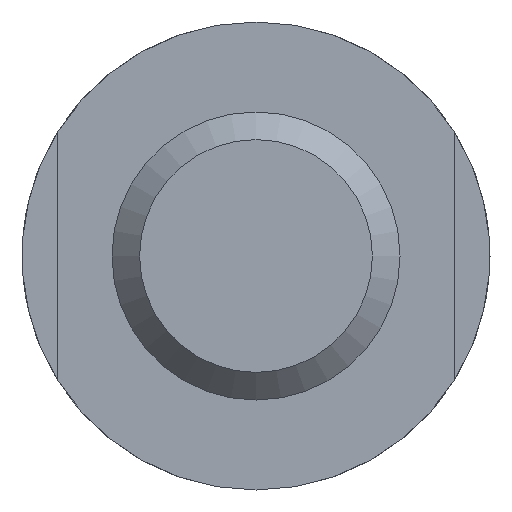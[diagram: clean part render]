
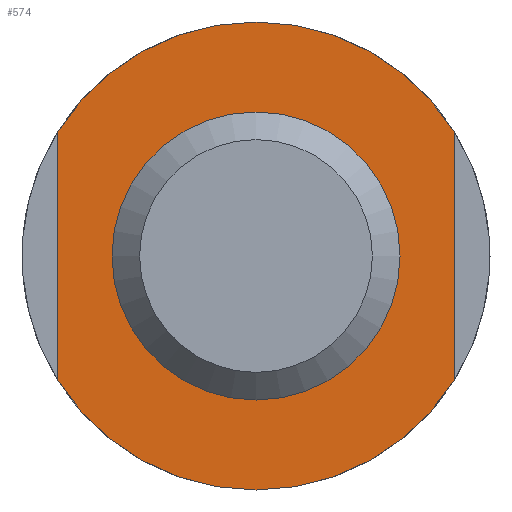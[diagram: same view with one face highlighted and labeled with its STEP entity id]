
A CAD part, front view. The second image highlights one B-rep face of the part: STEP entity #574.
In plain terms, the highlighted planar face has unit normal (0, -1, 0).
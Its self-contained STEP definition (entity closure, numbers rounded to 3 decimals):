
#574 = ADVANCED_FACE( '', ( #1251, #1252 ), #1253, .F. );
#1251 = FACE_BOUND( '', #2029, .T. );
#1252 = FACE_OUTER_BOUND( '', #2030, .T. );
#1253 = PLANE( '', #2031 );
#2029 = EDGE_LOOP( '', ( #3480 ) );
#2030 = EDGE_LOOP( '', ( #3481, #3482, #3483, #3484 ) );
#2031 = AXIS2_PLACEMENT_3D( '', #3485, #3486, #3487 );
#3480 = ORIENTED_EDGE( '', *, *, #4246, .F. );
#3481 = ORIENTED_EDGE( '', *, *, #4749, .F. );
#3482 = ORIENTED_EDGE( '', *, *, #4750, .T. );
#3483 = ORIENTED_EDGE( '', *, *, #4442, .F. );
#3484 = ORIENTED_EDGE( '', *, *, #4751, .T. );
#3485 = CARTESIAN_POINT( '', ( 6.5, 8., 0. ) );
#3486 = DIRECTION( '', ( 0., 1., 0. ) );
#3487 = DIRECTION( '', ( 0., 0., 1. ) );
#4246 = EDGE_CURVE( '', #4942, #4942, #4943, .T. );
#4442 = EDGE_CURVE( '', #5262, #5264, #5265, .T. );
#4749 = EDGE_CURVE( '', #5617, #5618, #5619, .T. );
#4750 = EDGE_CURVE( '', #5617, #5264, #5620, .T. );
#4751 = EDGE_CURVE( '', #5262, #5618, #5621, .T. );
#4942 = VERTEX_POINT( '', #5826 );
#4943 = CIRCLE( '', #5827, 3.233 );
#5262 = VERTEX_POINT( '', #6225 );
#5264 = VERTEX_POINT( '', #6228 );
#5265 = LINE( '', #6229, #6230 );
#5617 = VERTEX_POINT( '', #6778 );
#5618 = VERTEX_POINT( '', #6779 );
#5619 = LINE( '', #6780, #6781 );
#5620 = CIRCLE( '', #6782, 6.5 );
#5621 = CIRCLE( '', #6783, 6.5 );
#5826 = CARTESIAN_POINT( '', ( 0., 8., -3.233 ) );
#5827 = AXIS2_PLACEMENT_3D( '', #7024, #7025, #7026 );
#6225 = CARTESIAN_POINT( '', ( -5.5, 8., -3.464 ) );
#6228 = CARTESIAN_POINT( '', ( -5.5, 8., 3.464 ) );
#6229 = CARTESIAN_POINT( '', ( -5.5, 8., 0. ) );
#6230 = VECTOR( '', #7344, 1000. );
#6778 = CARTESIAN_POINT( '', ( 5.5, 8., 3.464 ) );
#6779 = CARTESIAN_POINT( '', ( 5.5, 8., -3.464 ) );
#6780 = CARTESIAN_POINT( '', ( 5.5, 8., 0. ) );
#6781 = VECTOR( '', #7544, 1000. );
#6782 = AXIS2_PLACEMENT_3D( '', #7545, #7546, #7547 );
#6783 = AXIS2_PLACEMENT_3D( '', #7548, #7549, #7550 );
#7024 = CARTESIAN_POINT( '', ( 0., 8., 0. ) );
#7025 = DIRECTION( '', ( 0., -1., 0. ) );
#7026 = DIRECTION( '', ( 0., 0., -1. ) );
#7344 = DIRECTION( '', ( 0., 0., 1. ) );
#7544 = DIRECTION( '', ( 0., 0., -1. ) );
#7545 = CARTESIAN_POINT( '', ( 0., 8., 0. ) );
#7546 = DIRECTION( '', ( 0., -1., 0. ) );
#7547 = DIRECTION( '', ( 0., 0., -1. ) );
#7548 = CARTESIAN_POINT( '', ( 0., 8., 0. ) );
#7549 = DIRECTION( '', ( 0., -1., 0. ) );
#7550 = DIRECTION( '', ( 0., 0., -1. ) );
